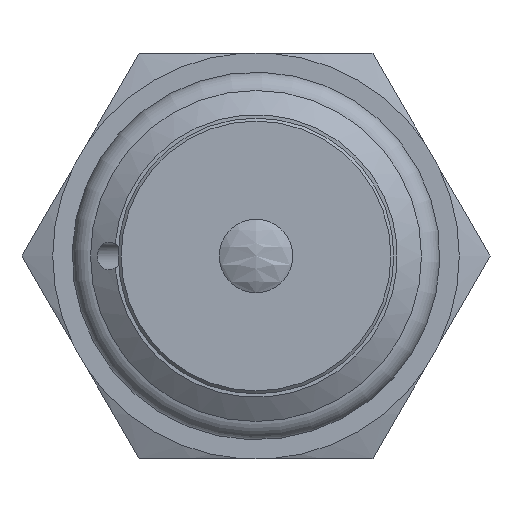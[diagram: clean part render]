
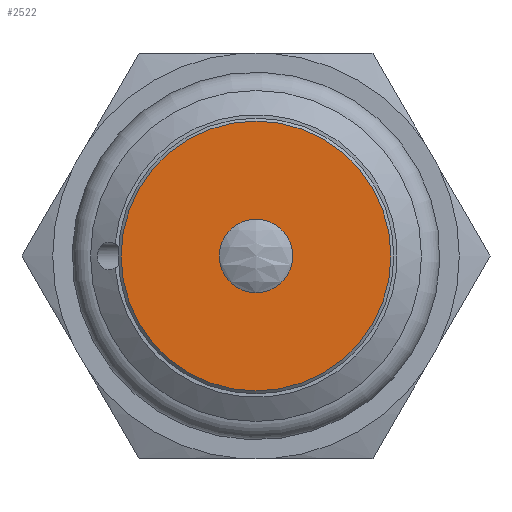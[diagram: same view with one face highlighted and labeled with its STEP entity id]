
A CAD part, left-side view. The second image highlights one B-rep face of the part: STEP entity #2522.
In plain terms, the highlighted planar face has unit normal (-1, 0, 0).
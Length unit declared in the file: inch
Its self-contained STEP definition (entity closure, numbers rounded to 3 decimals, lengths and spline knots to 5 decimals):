
#448=PLANE('',#2731);
#591=CIRCLE('',#2720,0.0625);
#596=CIRCLE('',#2729,0.229);
#741=FACE_BOUND('',#1043,.T.);
#843=FACE_OUTER_BOUND('',#1042,.T.);
#1042=EDGE_LOOP('',(#1914));
#1043=EDGE_LOOP('',(#1915));
#1330=VERTEX_POINT('',#4366);
#1335=VERTEX_POINT('',#4380);
#1571=EDGE_CURVE('',#1330,#1330,#591,.T.);
#1576=EDGE_CURVE('',#1335,#1335,#596,.T.);
#1914=ORIENTED_EDGE('',*,*,#1576,.F.);
#1915=ORIENTED_EDGE('',*,*,#1571,.T.);
#2522=ADVANCED_FACE('',(#843,#741),#448,.T.);
#2720=AXIS2_PLACEMENT_3D('',#4367,#3103,#3104);
#2729=AXIS2_PLACEMENT_3D('',#4381,#3121,#3122);
#2731=AXIS2_PLACEMENT_3D('',#4384,#3125,#3126);
#3103=DIRECTION('center_axis',(1.,0.,0.));
#3104=DIRECTION('ref_axis',(0.,1.,0.));
#3121=DIRECTION('center_axis',(1.,0.,0.));
#3122=DIRECTION('ref_axis',(0.,-1.,0.));
#3125=DIRECTION('center_axis',(-1.,0.,0.));
#3126=DIRECTION('ref_axis',(0.,0.,1.));
#4366=CARTESIAN_POINT('',(-0.835,-0.0625,0.));
#4367=CARTESIAN_POINT('Origin',(-0.835,0.,0.));
#4380=CARTESIAN_POINT('',(-0.835,0.229,0.));
#4381=CARTESIAN_POINT('Origin',(-0.835,0.,0.));
#4384=CARTESIAN_POINT('Origin',(-0.835,0.117,0.));
